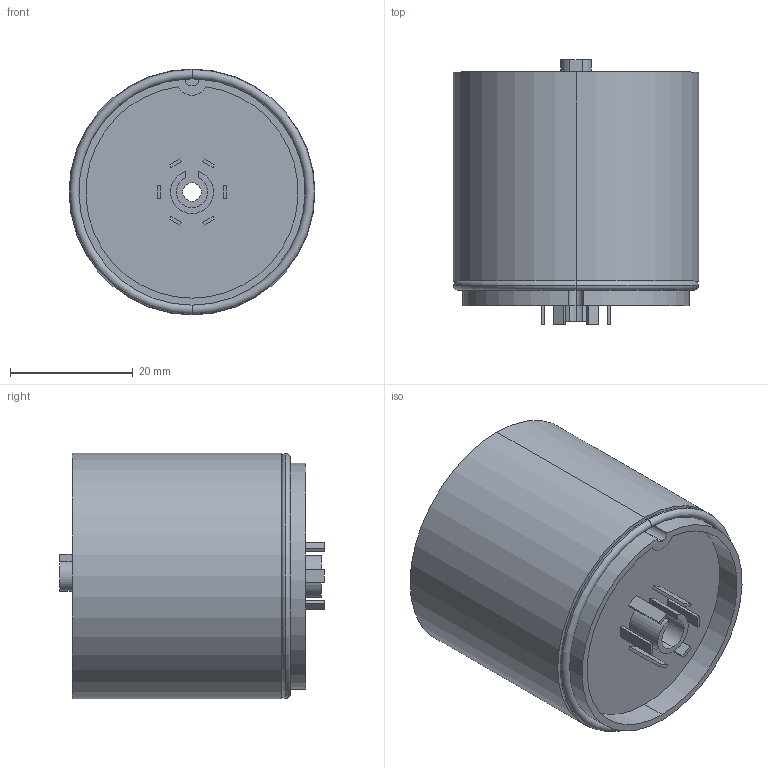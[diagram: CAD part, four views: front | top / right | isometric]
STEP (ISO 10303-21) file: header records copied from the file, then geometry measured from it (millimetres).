
FILE_DESCRIPTION (( 'STEP AP214' ), '1' );
FILE_NAME ('B72100126-2F1.step', '2016-10-25T14:42:24', ( '' ), ( '' ), 'SwSTEP 2.0', 'SolidWorks 2016', '' );
FILE_SCHEMA (( 'AUTOMOTIVE_DESIGN' ));
Length unit declared in the file: millimetre
Products named in the file (1): B72100126-2F1
Bounding box: 40 x 43.02 x 40 mm (x, y, z)
Volume: 40200.9 mm3; surface area: 9547.6 mm2
Topology: 10 solids, 10 shells, 74 faces, 155 edges, 102 vertices
Faces by surface type: plane 50, cylinder 20, torus 4
Entity records: 2443 total; most frequent: DIRECTION 353, CARTESIAN_POINT 332, ORIENTED_EDGE 310, EDGE_CURVE 155, AXIS2_PLACEMENT_3D 123, LINE 107, VECTOR 107, VERTEX_POINT 102
